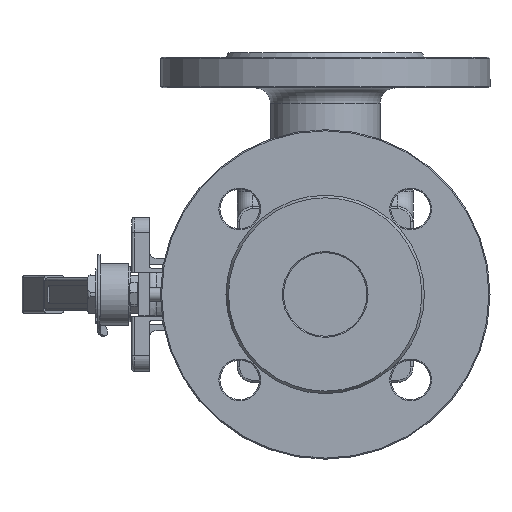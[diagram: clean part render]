
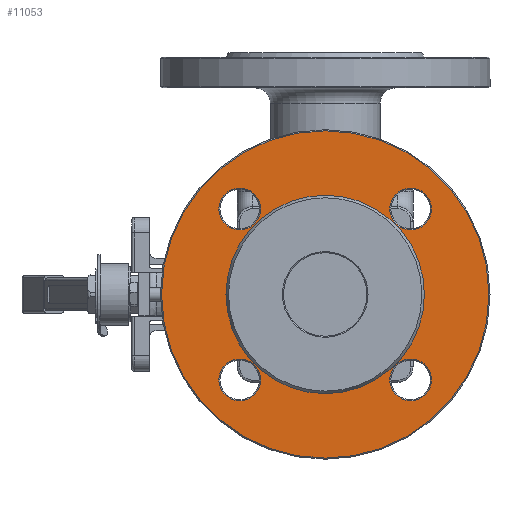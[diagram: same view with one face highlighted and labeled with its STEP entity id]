
A CAD part, left-side view. The second image highlights one B-rep face of the part: STEP entity #11053.
In plain terms, the highlighted planar face has unit normal (-1, 0, 0).
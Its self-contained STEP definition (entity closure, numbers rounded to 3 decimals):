
#347=FACE_BOUND('',#3532,.T.);
#348=FACE_BOUND('',#3533,.T.);
#349=FACE_BOUND('',#3534,.T.);
#350=FACE_BOUND('',#3535,.T.);
#351=FACE_BOUND('',#3536,.T.);
#507=PLANE('',#12111);
#2852=FACE_OUTER_BOUND('',#3531,.T.);
#3531=EDGE_LOOP('',(#8523));
#3532=EDGE_LOOP('',(#8524));
#3533=EDGE_LOOP('',(#8525));
#3534=EDGE_LOOP('',(#8526));
#3535=EDGE_LOOP('',(#8527));
#3536=EDGE_LOOP('',(#8528));
#4195=CIRCLE('',#12088,45.155);
#4198=CIRCLE('',#12093,9.5);
#4200=CIRCLE('',#12097,9.5);
#4204=CIRCLE('',#12106,9.5);
#4206=CIRCLE('',#12110,9.5);
#4207=CIRCLE('',#12112,74.5);
#5064=VERTEX_POINT('',#18147);
#5067=VERTEX_POINT('',#18157);
#5069=VERTEX_POINT('',#18165);
#5073=VERTEX_POINT('',#18182);
#5075=VERTEX_POINT('',#18190);
#5076=VERTEX_POINT('',#18194);
#6310=EDGE_CURVE('',#5064,#5064,#4195,.T.);
#6315=EDGE_CURVE('',#5067,#5067,#4198,.T.);
#6319=EDGE_CURVE('',#5069,#5069,#4200,.T.);
#6327=EDGE_CURVE('',#5073,#5073,#4204,.T.);
#6331=EDGE_CURVE('',#5075,#5075,#4206,.T.);
#6333=EDGE_CURVE('',#5076,#5076,#4207,.T.);
#8523=ORIENTED_EDGE('',*,*,#6333,.F.);
#8524=ORIENTED_EDGE('',*,*,#6331,.F.);
#8525=ORIENTED_EDGE('',*,*,#6319,.F.);
#8526=ORIENTED_EDGE('',*,*,#6310,.F.);
#8527=ORIENTED_EDGE('',*,*,#6315,.F.);
#8528=ORIENTED_EDGE('',*,*,#6327,.F.);
#11053=ADVANCED_FACE('',(#2852,#347,#348,#349,#350,#351),#507,.T.);
#12088=AXIS2_PLACEMENT_3D('',#18148,#14112,#14113);
#12093=AXIS2_PLACEMENT_3D('',#18158,#14124,#14125);
#12097=AXIS2_PLACEMENT_3D('',#18166,#14134,#14135);
#12106=AXIS2_PLACEMENT_3D('',#18183,#14156,#14157);
#12110=AXIS2_PLACEMENT_3D('',#18191,#14166,#14167);
#12111=AXIS2_PLACEMENT_3D('',#18193,#14169,#14170);
#12112=AXIS2_PLACEMENT_3D('',#18195,#14171,#14172);
#14112=DIRECTION('center_axis',(-1.,0.,0.));
#14113=DIRECTION('ref_axis',(0.,0.,-1.));
#14124=DIRECTION('center_axis',(-1.,0.,0.));
#14125=DIRECTION('ref_axis',(0.,0.,-1.));
#14134=DIRECTION('center_axis',(-1.,0.,0.));
#14135=DIRECTION('ref_axis',(0.,0.,-1.));
#14156=DIRECTION('center_axis',(-1.,0.,0.));
#14157=DIRECTION('ref_axis',(0.,0.,-1.));
#14166=DIRECTION('center_axis',(-1.,0.,0.));
#14167=DIRECTION('ref_axis',(0.,0.,-1.));
#14169=DIRECTION('center_axis',(-1.,0.,0.));
#14170=DIRECTION('ref_axis',(0.,0.,1.));
#14171=DIRECTION('center_axis',(1.,0.,0.));
#14172=DIRECTION('ref_axis',(0.,0.,-1.));
#18147=CARTESIAN_POINT('',(-108.,0.,45.155));
#18148=CARTESIAN_POINT('Origin',(-108.,0.,0.));
#18157=CARTESIAN_POINT('',(-108.,38.891,48.391));
#18158=CARTESIAN_POINT('Origin',(-108.,38.891,38.891));
#18165=CARTESIAN_POINT('',(-108.,38.891,-29.391));
#18166=CARTESIAN_POINT('Origin',(-108.,38.891,-38.891));
#18182=CARTESIAN_POINT('',(-108.,-38.891,-29.391));
#18183=CARTESIAN_POINT('Origin',(-108.,-38.891,-38.891));
#18190=CARTESIAN_POINT('',(-108.,-38.891,48.391));
#18191=CARTESIAN_POINT('Origin',(-108.,-38.891,38.891));
#18193=CARTESIAN_POINT('Origin',(-108.,0.,0.));
#18194=CARTESIAN_POINT('',(-108.,0.,74.5));
#18195=CARTESIAN_POINT('Origin',(-108.,0.,0.));
